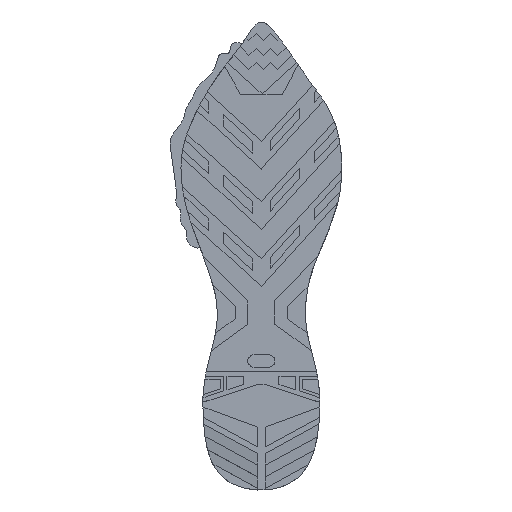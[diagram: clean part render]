
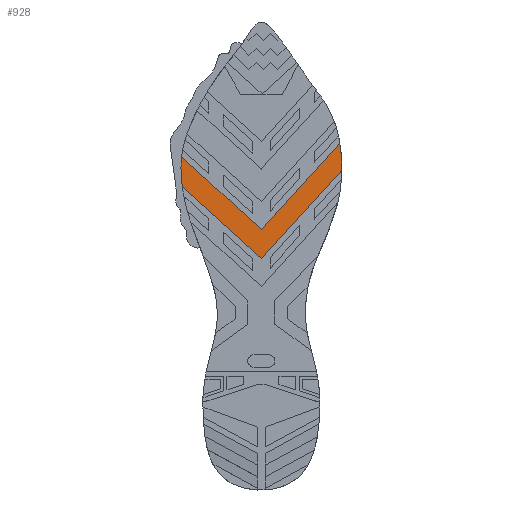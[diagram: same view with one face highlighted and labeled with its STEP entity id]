
A CAD part, top view. The second image highlights one B-rep face of the part: STEP entity #928.
In plain terms, the highlighted face is planar.
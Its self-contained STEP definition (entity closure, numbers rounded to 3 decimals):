
#439 = ORIENTED_EDGE ( 'NONE', *, *, #2258, .F. ) ;
#459 = DIRECTION ( 'NONE',  ( 0.673, 0., 0.74 ) ) ;
#610 = CARTESIAN_POINT ( 'NONE',  ( 0., 3., -58.234 ) ) ;
#928 = ADVANCED_FACE ( 'NONE', ( #1021 ), #2583, .T. ) ;
#944 = LINE ( 'NONE', #4054, #2534 ) ;
#982 = CARTESIAN_POINT ( 'NONE',  ( -54.34, 3., -112.681 ) ) ;
#1021 = FACE_OUTER_BOUND ( 'NONE', #2197, .T. ) ;
#1155 = ORIENTED_EDGE ( 'NONE', *, *, #6147, .F. ) ;
#1227 = CARTESIAN_POINT ( 'NONE',  ( 54.096, 3., -87.331 ) ) ;
#1635 = CARTESIAN_POINT ( 'NONE',  ( 54.551, 3., -107.835 ) ) ;
#1907 = VERTEX_POINT ( 'NONE', #6160 ) ;
#1992 = LINE ( 'NONE', #3075, #2439 ) ;
#2066 = CARTESIAN_POINT ( 'NONE',  ( -55.013, 3., -100.256 ) ) ;
#2074 = VERTEX_POINT ( 'NONE', #610 ) ;
#2140 = VERTEX_POINT ( 'NONE', #3887 ) ;
#2197 = EDGE_LOOP ( 'NONE', ( #439, #1155, #2918, #2997, #4925, #3096 ) ) ;
#2258 = EDGE_CURVE ( 'NONE', #1907, #6241, #944, .T. ) ;
#2439 = VECTOR ( 'NONE', #5697, 1000. ) ;
#2476 = EDGE_CURVE ( 'NONE', #2140, #6241, #2691, .T. ) ;
#2484 = B_SPLINE_CURVE_WITH_KNOTS ( 'NONE', 3,
 ( #3651, #2066, #3618, #982, #5639 ),
 .UNSPECIFIED., .F., .F.,
 ( 4, 1, 4 ),
 ( 0.838, 0.843, 0.855 ),
 .UNSPECIFIED. ) ;
#2534 = VECTOR ( 'NONE', #6117, 1000. ) ;
#2583 = PLANE ( 'NONE',  #5036 ) ;
#2665 = CARTESIAN_POINT ( 'NONE',  ( -53.596, 3., -117.179 ) ) ;
#2691 = B_SPLINE_CURVE_WITH_KNOTS ( 'NONE', 3,
 ( #1635, #3695, #2752, #5786, #5284, #1227 ),
 .UNSPECIFIED., .F., .F.,
 ( 4, 1, 1, 4 ),
 ( 0.151, 0.152, 0.167, 0.175 ),
 .UNSPECIFIED. ) ;
#2752 = CARTESIAN_POINT ( 'NONE',  ( 55.105, 3., -102.894 ) ) ;
#2918 = ORIENTED_EDGE ( 'NONE', *, *, #5652, .T. ) ;
#2997 = ORIENTED_EDGE ( 'NONE', *, *, #3170, .T. ) ;
#3039 = LINE ( 'NONE', #5088, #6201 ) ;
#3058 = DIRECTION ( 'NONE',  ( 0., -1., 0. ) ) ;
#3075 = CARTESIAN_POINT ( 'NONE',  ( 18.986, 3., -17.263 ) ) ;
#3096 = ORIENTED_EDGE ( 'NONE', *, *, #2476, .T. ) ;
#3170 = EDGE_CURVE ( 'NONE', #6181, #2074, #3039, .T. ) ;
#3258 = EDGE_CURVE ( 'NONE', #2140, #2074, #3602, .T. ) ;
#3259 = CARTESIAN_POINT ( 'NONE',  ( -54.991, 3., -98.622 ) ) ;
#3602 = LINE ( 'NONE', #4751, #4361 ) ;
#3618 = CARTESIAN_POINT ( 'NONE',  ( -54.95, 3., -106.378 ) ) ;
#3651 = CARTESIAN_POINT ( 'NONE',  ( -54.991, 3., -98.622 ) ) ;
#3695 = CARTESIAN_POINT ( 'NONE',  ( 54.589, 3., -107.512 ) ) ;
#3887 = CARTESIAN_POINT ( 'NONE',  ( 54.551, 3., -107.835 ) ) ;
#4054 = CARTESIAN_POINT ( 'NONE',  ( -18.986, 3., -20.88 ) ) ;
#4290 = DIRECTION ( 'NONE',  ( 0., 0., -1. ) ) ;
#4361 = VECTOR ( 'NONE', #6303, 1000. ) ;
#4751 = CARTESIAN_POINT ( 'NONE',  ( -28.986, 3., -31.879 ) ) ;
#4922 = CARTESIAN_POINT ( 'NONE',  ( 54.096, 3., -87.331 ) ) ;
#4925 = ORIENTED_EDGE ( 'NONE', *, *, #3258, .F. ) ;
#5036 = AXIS2_PLACEMENT_3D ( 'NONE', #5176, #3058, #4290 ) ;
#5088 = CARTESIAN_POINT ( 'NONE',  ( 28.986, 3., -26.356 ) ) ;
#5176 = CARTESIAN_POINT ( 'NONE',  ( 0., 3., 0. ) ) ;
#5284 = CARTESIAN_POINT ( 'NONE',  ( 54.401, 3., -89.592 ) ) ;
#5466 = VERTEX_POINT ( 'NONE', #3259 ) ;
#5639 = CARTESIAN_POINT ( 'NONE',  ( -53.596, 3., -117.179 ) ) ;
#5652 = EDGE_CURVE ( 'NONE', #5466, #6181, #2484, .T. ) ;
#5697 = DIRECTION ( 'NONE',  ( 0.673, 0., 0.74 ) ) ;
#5786 = CARTESIAN_POINT ( 'NONE',  ( 55.059, 3., -95.959 ) ) ;
#6117 = DIRECTION ( 'NONE',  ( 0.74, 0., -0.673 ) ) ;
#6147 = EDGE_CURVE ( 'NONE', #5466, #1907, #1992, .T. ) ;
#6160 = CARTESIAN_POINT ( 'NONE',  ( 0., 3., -38.144 ) ) ;
#6181 = VERTEX_POINT ( 'NONE', #2665 ) ;
#6201 = VECTOR ( 'NONE', #459, 1000. ) ;
#6241 = VERTEX_POINT ( 'NONE', #4922 ) ;
#6303 = DIRECTION ( 'NONE',  ( -0.74, 0., 0.673 ) ) ;
